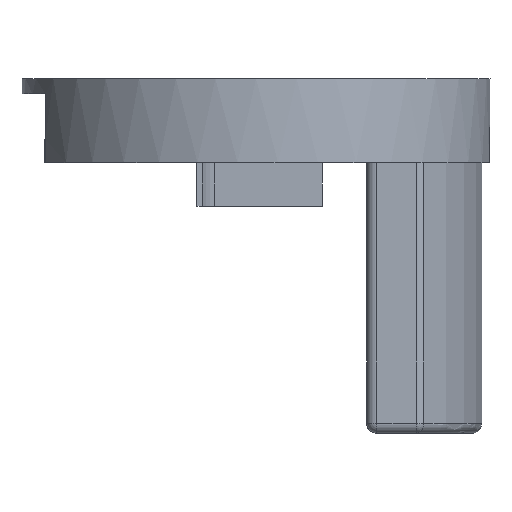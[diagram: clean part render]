
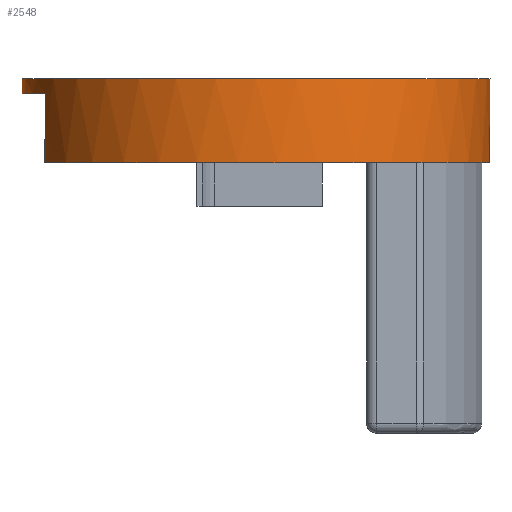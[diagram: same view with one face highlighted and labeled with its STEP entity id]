
A CAD part, front view. The second image highlights one B-rep face of the part: STEP entity #2548.
In plain terms, the highlighted cylindrical face has radius 23 mm (diameter 46 mm), a full revolution.
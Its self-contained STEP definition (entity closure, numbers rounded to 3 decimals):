
#67=CIRCLE('',#2685,23.);
#68=CIRCLE('',#2686,23.);
#83=CIRCLE('',#2728,23.);
#84=CIRCLE('',#2729,23.);
#136=CYLINDRICAL_SURFACE('',#2727,23.);
#229=FACE_OUTER_BOUND('',#369,.T.);
#369=EDGE_LOOP('',(#1991,#1992,#1993,#1994,#1995,#1996,#1997,#1998,#1999,
#2000));
#555=LINE('',#3836,#845);
#557=LINE('',#3842,#847);
#602=LINE('',#3969,#892);
#603=LINE('',#3971,#893);
#621=LINE('',#4014,#911);
#845=VECTOR('',#3062,10.);
#847=VECTOR('',#3068,10.);
#892=VECTOR('',#3171,10.);
#893=VECTOR('',#3174,10.);
#911=VECTOR('',#3224,23.);
#1111=VERTEX_POINT('',#3824);
#1114=VERTEX_POINT('',#3832);
#1115=VERTEX_POINT('',#3840);
#1116=VERTEX_POINT('',#3841);
#1122=VERTEX_POINT('',#3867);
#1126=VERTEX_POINT('',#3875);
#1127=VERTEX_POINT('',#3877);
#1166=VERTEX_POINT('',#4013);
#1396=EDGE_CURVE('',#1114,#1111,#555,.T.);
#1398=EDGE_CURVE('',#1115,#1116,#557,.T.);
#1411=EDGE_CURVE('',#1126,#1127,#67,.T.);
#1412=EDGE_CURVE('',#1127,#1122,#68,.T.);
#1457=EDGE_CURVE('',#1122,#1115,#602,.T.);
#1458=EDGE_CURVE('',#1126,#1114,#603,.T.);
#1480=EDGE_CURVE('',#1116,#1111,#83,.T.);
#1481=EDGE_CURVE('',#1127,#1166,#621,.T.);
#1482=EDGE_CURVE('',#1166,#1166,#84,.T.);
#1991=ORIENTED_EDGE('',*,*,#1411,.F.);
#1992=ORIENTED_EDGE('',*,*,#1458,.T.);
#1993=ORIENTED_EDGE('',*,*,#1396,.T.);
#1994=ORIENTED_EDGE('',*,*,#1480,.F.);
#1995=ORIENTED_EDGE('',*,*,#1398,.F.);
#1996=ORIENTED_EDGE('',*,*,#1457,.F.);
#1997=ORIENTED_EDGE('',*,*,#1412,.F.);
#1998=ORIENTED_EDGE('',*,*,#1481,.T.);
#1999=ORIENTED_EDGE('',*,*,#1482,.F.);
#2000=ORIENTED_EDGE('',*,*,#1481,.F.);
#2548=ADVANCED_FACE('',(#229),#136,.T.);
#2685=AXIS2_PLACEMENT_3D('',#3878,#3083,#3084);
#2686=AXIS2_PLACEMENT_3D('',#3879,#3085,#3086);
#2727=AXIS2_PLACEMENT_3D('',#4011,#3220,#3221);
#2728=AXIS2_PLACEMENT_3D('',#4012,#3222,#3223);
#2729=AXIS2_PLACEMENT_3D('',#4015,#3225,#3226);
#3062=DIRECTION('',(0.,0.,-1.));
#3068=DIRECTION('',(0.,0.,-1.));
#3083=DIRECTION('center_axis',(0.,0.,-1.));
#3084=DIRECTION('ref_axis',(1.,0.,0.));
#3085=DIRECTION('center_axis',(0.,0.,-1.));
#3086=DIRECTION('ref_axis',(1.,0.,0.));
#3171=DIRECTION('',(0.,0.,-1.));
#3174=DIRECTION('',(0.,0.,-1.));
#3220=DIRECTION('center_axis',(0.,0.,-1.));
#3221=DIRECTION('ref_axis',(1.,0.,0.));
#3222=DIRECTION('center_axis',(0.,0.,-1.));
#3223=DIRECTION('ref_axis',(1.,0.,0.));
#3224=DIRECTION('',(0.,0.,1.));
#3225=DIRECTION('center_axis',(0.,0.,1.));
#3226=DIRECTION('ref_axis',(1.,0.,0.));
#3824=CARTESIAN_POINT('',(-20.71,-10.006,-8.25));
#3832=CARTESIAN_POINT('',(-20.71,-10.006,-5.944));
#3836=CARTESIAN_POINT('',(-20.71,-10.006,0.));
#3840=CARTESIAN_POINT('',(-20.692,10.043,-5.97));
#3841=CARTESIAN_POINT('',(-20.692,10.043,-8.25));
#3842=CARTESIAN_POINT('',(-20.692,10.043,0.));
#3867=CARTESIAN_POINT('',(-20.692,10.043,-1.5));
#3875=CARTESIAN_POINT('',(-20.71,-10.006,-1.5));
#3877=CARTESIAN_POINT('',(-23.,0.,-1.5));
#3878=CARTESIAN_POINT('Origin',(0.,0.,-1.5));
#3879=CARTESIAN_POINT('Origin',(0.,0.,-1.5));
#3969=CARTESIAN_POINT('',(-20.692,10.043,0.));
#3971=CARTESIAN_POINT('',(-20.71,-10.006,0.));
#4011=CARTESIAN_POINT('Origin',(0.,0.,0.));
#4012=CARTESIAN_POINT('Origin',(0.,0.,-8.25));
#4013=CARTESIAN_POINT('',(-23.,0.,0.));
#4014=CARTESIAN_POINT('',(-23.,0.,0.));
#4015=CARTESIAN_POINT('Origin',(0.,0.,0.));
